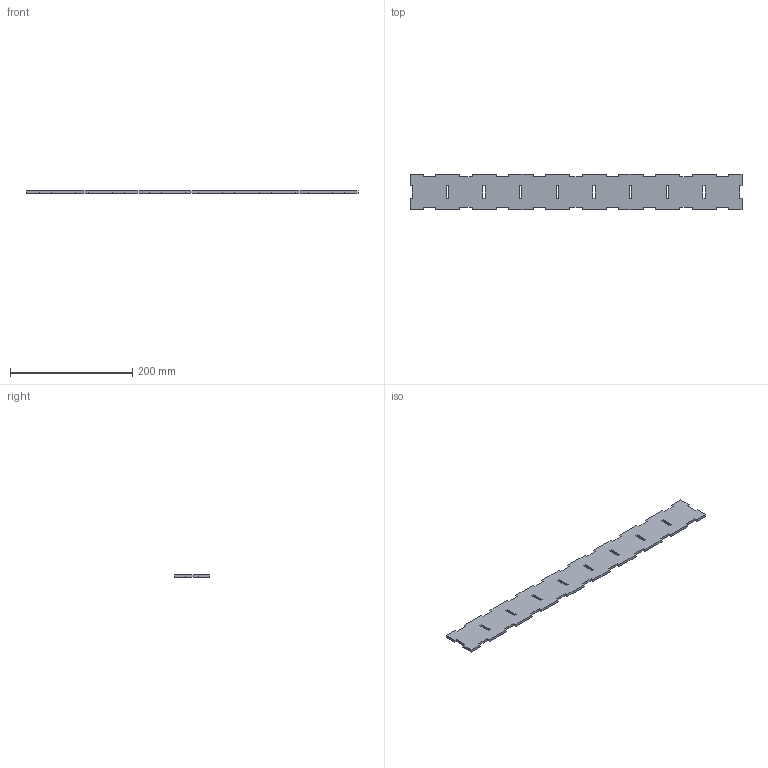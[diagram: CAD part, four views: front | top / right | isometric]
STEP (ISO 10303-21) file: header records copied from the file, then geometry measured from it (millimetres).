
FILE_DESCRIPTION(/* description */ (''),/* implementation_level */ '2;1');
FILE_NAME(/* name */ '',/* time_stamp */ '2024-01-27T10:46:39+03:00',/* author */ (''),/* organization */ (''),/* preprocessor_version */ 'ST-DEVELOPER v20',/* originating_system */ 'Autodesk Translation Framework v12.14.0.127',/* authorisation */ '');
FILE_SCHEMA (('AUTOMOTIVE_DESIGN { 1 0 10303 214 3 1 1 }'));
Length unit declared in the file: millimetre
Products named in the file (1): Подложка
Bounding box: 543 x 58 x 4 mm (x, y, z)
Volume: 117016 mm3; surface area: 65492 mm2
Topology: 1 solids, 1 shells, 118 faces, 348 edges, 232 vertices
Faces by surface type: plane 118
Entity records: 3924 total; most frequent: CARTESIAN_POINT 699, ORIENTED_EDGE 696, DIRECTION 586, LINE 348, VECTOR 348, EDGE_CURVE 348, VERTEX_POINT 232, EDGE_LOOP 134
